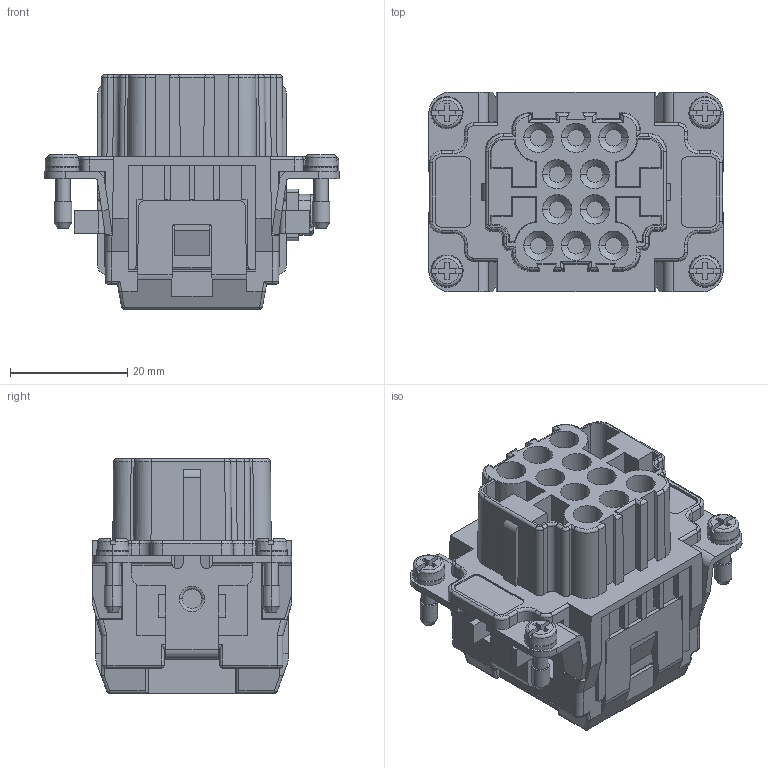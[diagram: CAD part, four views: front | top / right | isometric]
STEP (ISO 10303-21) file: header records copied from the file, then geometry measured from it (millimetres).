
FILE_DESCRIPTION(('Creo Elements/Direct Modeling STEP Export'),'2;1');
FILE_NAME('37jbk2e5pq6q1cc2256','2023-03-20T13:40:11',(''),(''),'Creo Elements/Direct Modeling STEP processor for AP214 (Solid Model)','Creo Elements/Direct Modeling 20.1B 02-Apr-2019 (C) Parametric Technology GmbH','');
FILE_SCHEMA(('AUTOMOTIVE_DESIGN { 1 0 10303 214 1 1 1 1 }'));
Products named in the file (2): CQEYF 10
Assembly tree (1 placements, depth 2):
  CQEYF 10
    CQEYF 10
Bounding box: 50.2 x 34 x 40 mm (x, y, z)
Volume: 29434.6 mm3; surface area: 18447.8 mm2
Topology: 1 solids, 1 shells, 1477 faces, 3892 edges, 2427 vertices
Faces by surface type: plane 756, cylinder 537, torus 94, cone 42, sphere 32, bspline 16
Entity records: 58394 total; most frequent: CARTESIAN_POINT 10485, ORIENTED_EDGE 7720, DIRECTION 7381, EDGE_CURVE 3860, VECTOR 2501, LINE 2501, AXIS2_PLACEMENT_3D 2440, VERTEX_POINT 2427
